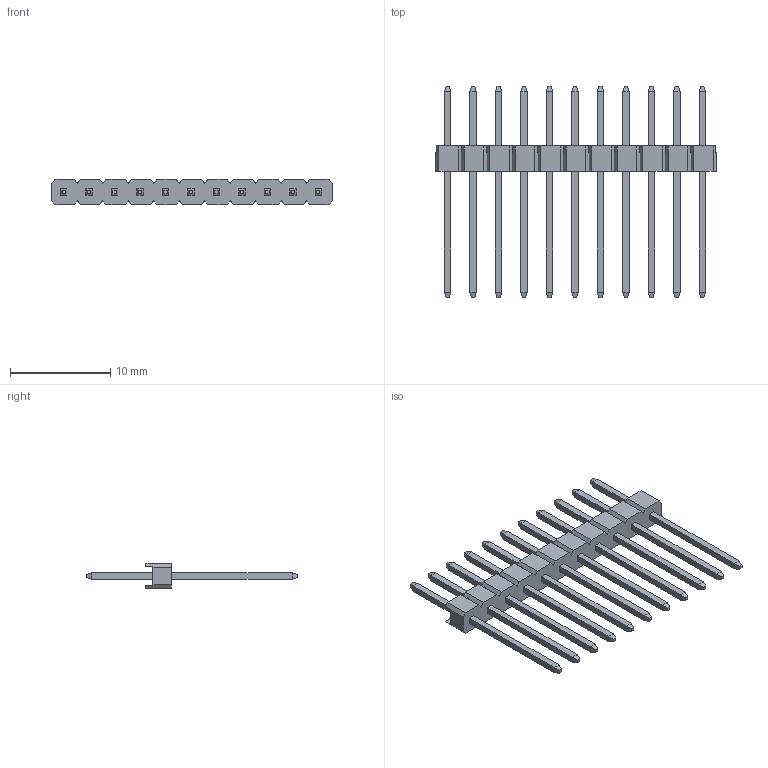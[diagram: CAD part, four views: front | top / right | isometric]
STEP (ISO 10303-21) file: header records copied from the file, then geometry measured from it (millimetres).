
FILE_DESCRIPTION(('STEP AP214'),'1');
FILE_NAME(' ',' ',('TraceParts'),('TraceParts S.A.'),'XStep 1.0',' ',' ');
FILE_SCHEMA(('automotive_design'));
Length unit declared in the file: millimetre
Products named in the file (1): 1
Bounding box: 27.94 x 21.1 x 2.5 mm (x, y, z)
Volume: 219.1 mm3; surface area: 867.9 mm2
Topology: 1 solids, 1 shells, 330 faces, 830 edges, 524 vertices
Faces by surface type: plane 330
Entity records: 18976 total; most frequent: CARTESIAN_POINT 1685, STYLED_ITEM 1684, PRESENTATION_STYLE_ASSIGNMENT 1684, COLOUR_RGB 1684, ORIENTED_EDGE 1660, DIRECTION 1492, EDGE_CURVE 830, CURVE_STYLE 830
